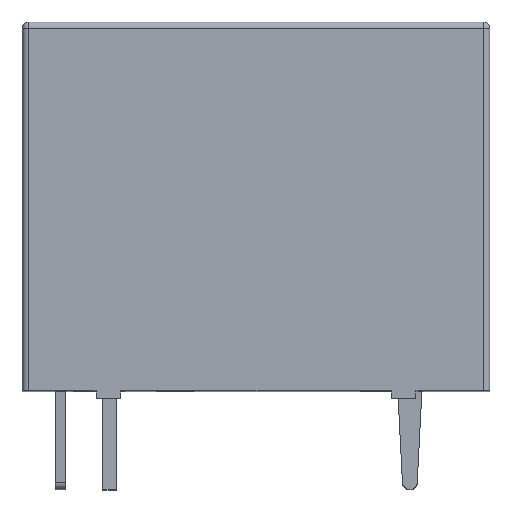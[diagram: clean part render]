
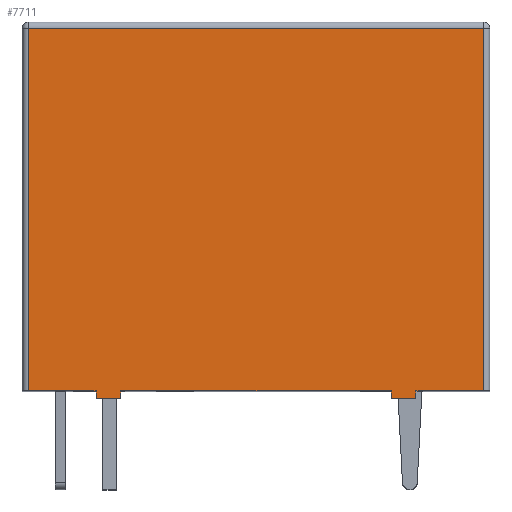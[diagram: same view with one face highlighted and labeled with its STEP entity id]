
A CAD part, top view. The second image highlights one B-rep face of the part: STEP entity #7711.
In plain terms, the highlighted planar face has unit normal (0, 0, 1).
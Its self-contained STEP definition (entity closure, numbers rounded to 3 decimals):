
#643=FACE_OUTER_BOUND('',#1087,.T.);
#1087=EDGE_LOOP('',(#5762,#5763,#5764,#5765,#5766,#5767,#5768,#5769,#5770,
#5771,#5772,#5773));
#1636=LINE('',#11669,#2510);
#1642=LINE('',#11685,#2516);
#1650=LINE('',#11702,#2524);
#1659=LINE('',#11720,#2533);
#1674=LINE('',#11756,#2548);
#1678=LINE('',#11765,#2552);
#1681=LINE('',#11769,#2555);
#1693=LINE('',#11796,#2567);
#1694=LINE('',#11800,#2568);
#1695=LINE('',#11801,#2569);
#1696=LINE('',#11802,#2570);
#1697=LINE('',#11803,#2571);
#2510=VECTOR('',#9043,10.);
#2516=VECTOR('',#9055,10.);
#2524=VECTOR('',#9067,10.);
#2533=VECTOR('',#9080,10.);
#2548=VECTOR('',#9107,10.);
#2552=VECTOR('',#9113,10.);
#2555=VECTOR('',#9118,10.);
#2567=VECTOR('',#9140,10.);
#2568=VECTOR('',#9145,10.);
#2569=VECTOR('',#9146,10.);
#2570=VECTOR('',#9147,10.);
#2571=VECTOR('',#9148,10.);
#3367=VERTEX_POINT('',#11666);
#3368=VERTEX_POINT('',#11668);
#3375=VERTEX_POINT('',#11683);
#3381=VERTEX_POINT('',#11699);
#3382=VERTEX_POINT('',#11701);
#3389=VERTEX_POINT('',#11719);
#3403=VERTEX_POINT('',#11753);
#3404=VERTEX_POINT('',#11755);
#3407=VERTEX_POINT('',#11762);
#3408=VERTEX_POINT('',#11764);
#3418=VERTEX_POINT('',#11795);
#3419=VERTEX_POINT('',#11799);
#4224=EDGE_CURVE('',#3368,#3367,#1636,.T.);
#4232=EDGE_CURVE('',#3367,#3375,#1642,.T.);
#4240=EDGE_CURVE('',#3382,#3381,#1650,.T.);
#4249=EDGE_CURVE('',#3389,#3382,#1659,.T.);
#4266=EDGE_CURVE('',#3404,#3403,#1674,.T.);
#4270=EDGE_CURVE('',#3408,#3407,#1678,.T.);
#4273=EDGE_CURVE('',#3403,#3408,#1681,.T.);
#4286=EDGE_CURVE('',#3389,#3418,#1693,.T.);
#4288=EDGE_CURVE('',#3419,#3375,#1694,.T.);
#4289=EDGE_CURVE('',#3418,#3419,#1695,.T.);
#4290=EDGE_CURVE('',#3381,#3404,#1696,.T.);
#4291=EDGE_CURVE('',#3407,#3368,#1697,.T.);
#5762=ORIENTED_EDGE('',*,*,#4224,.T.);
#5763=ORIENTED_EDGE('',*,*,#4232,.T.);
#5764=ORIENTED_EDGE('',*,*,#4288,.F.);
#5765=ORIENTED_EDGE('',*,*,#4289,.F.);
#5766=ORIENTED_EDGE('',*,*,#4286,.F.);
#5767=ORIENTED_EDGE('',*,*,#4249,.T.);
#5768=ORIENTED_EDGE('',*,*,#4240,.T.);
#5769=ORIENTED_EDGE('',*,*,#4290,.T.);
#5770=ORIENTED_EDGE('',*,*,#4266,.T.);
#5771=ORIENTED_EDGE('',*,*,#4273,.T.);
#5772=ORIENTED_EDGE('',*,*,#4270,.T.);
#5773=ORIENTED_EDGE('',*,*,#4291,.T.);
#7365=PLANE('',#8253);
#7711=ADVANCED_FACE('',(#643),#7365,.T.);
#8253=AXIS2_PLACEMENT_3D('',#11798,#9143,#9144);
#9043=DIRECTION('',(0.,1.,0.));
#9055=DIRECTION('',(1.,0.,0.));
#9067=DIRECTION('',(0.,-1.,0.));
#9080=DIRECTION('',(1.,0.,0.));
#9107=DIRECTION('',(0.,1.,0.));
#9113=DIRECTION('',(0.,-1.,0.));
#9118=DIRECTION('',(1.,0.,0.));
#9140=DIRECTION('',(0.,1.,0.));
#9143=DIRECTION('center_axis',(0.,0.,1.));
#9144=DIRECTION('ref_axis',(1.,0.,0.));
#9145=DIRECTION('',(0.,-1.,0.));
#9146=DIRECTION('',(1.,0.,0.));
#9147=DIRECTION('',(1.,0.,0.));
#9148=DIRECTION('',(1.,0.,0.));
#11666=CARTESIAN_POINT('',(6.5,0.3,7.765));
#11668=CARTESIAN_POINT('',(6.5,0.,7.765));
#11669=CARTESIAN_POINT('',(6.5,0.,7.765));
#11683=CARTESIAN_POINT('',(9.25,0.3,7.765));
#11685=CARTESIAN_POINT('',(-0.75,0.3,7.765));
#11699=CARTESIAN_POINT('',(-6.5,0.,7.765));
#11701=CARTESIAN_POINT('',(-6.5,0.3,7.765));
#11702=CARTESIAN_POINT('',(-6.5,0.,7.765));
#11719=CARTESIAN_POINT('',(-9.25,0.3,7.765));
#11720=CARTESIAN_POINT('',(-8.75,0.3,7.765));
#11753=CARTESIAN_POINT('',(-5.5,0.3,7.765));
#11755=CARTESIAN_POINT('',(-5.5,0.,7.765));
#11756=CARTESIAN_POINT('',(-5.5,0.,7.765));
#11762=CARTESIAN_POINT('',(5.5,0.,7.765));
#11764=CARTESIAN_POINT('',(5.5,0.3,7.765));
#11765=CARTESIAN_POINT('',(5.5,0.,7.765));
#11769=CARTESIAN_POINT('',(-4.75,0.3,7.765));
#11795=CARTESIAN_POINT('',(-9.25,15.04,7.765));
#11796=CARTESIAN_POINT('',(-9.25,0.,7.765));
#11798=CARTESIAN_POINT('Origin',(-9.5,0.,7.765));
#11799=CARTESIAN_POINT('',(9.25,15.04,7.765));
#11800=CARTESIAN_POINT('',(9.25,0.,7.765));
#11801=CARTESIAN_POINT('',(-4.75,15.04,7.765));
#11802=CARTESIAN_POINT('',(-9.5,0.,7.765));
#11803=CARTESIAN_POINT('',(-9.5,0.,7.765));
